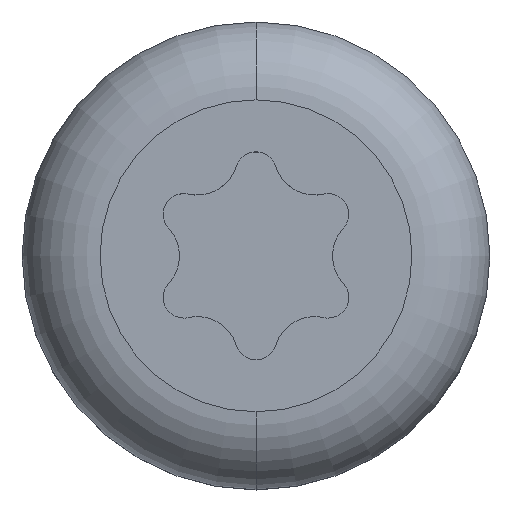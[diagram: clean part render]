
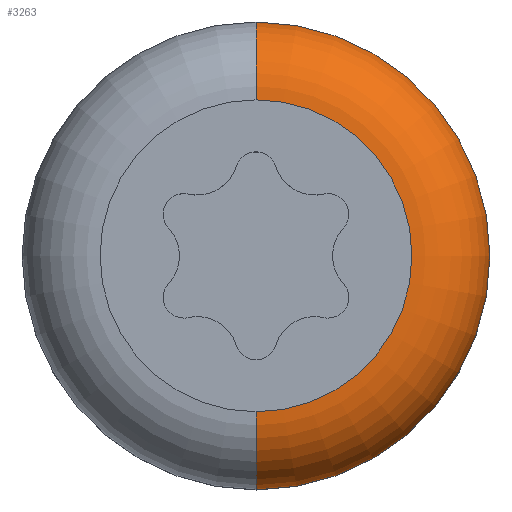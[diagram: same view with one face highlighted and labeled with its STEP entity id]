
A CAD part, top view. The second image highlights one B-rep face of the part: STEP entity #3263.
In plain terms, the highlighted toroidal (fillet/blend) face has major radius 1.333 mm and minor radius 0.667 mm.
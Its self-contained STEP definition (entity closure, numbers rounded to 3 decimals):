
#81 = AXIS2_PLACEMENT_3D ( 'NONE', #3528, #3571, #3563 ) ;
#153 = AXIS2_PLACEMENT_3D ( 'NONE', #1452, #1453, #1454 ) ;
#154 = AXIS2_PLACEMENT_3D ( 'NONE', #1456, #1457, #1458 ) ;
#155 = AXIS2_PLACEMENT_3D ( 'NONE', #1459, #1460, #1461 ) ;
#156 = AXIS2_PLACEMENT_3D ( 'NONE', #1463, #1464, #1465 ) ;
#157 = AXIS2_PLACEMENT_3D ( 'NONE', #1467, #1468, #1469 ) ;
#1432 = CARTESIAN_POINT ( 'NONE',  ( 0., 1.333, 1.6 ) ) ;
#1452 = CARTESIAN_POINT ( 'NONE',  ( 0., 1.333, 0.933 ) ) ;
#1453 = DIRECTION ( 'NONE',  ( -1., 0., 0. ) ) ;
#1454 = DIRECTION ( 'NONE',  ( 0., 0., 1. ) ) ;
#1456 = CARTESIAN_POINT ( 'NONE',  ( 0., 0., 0.933 ) ) ;
#1457 = DIRECTION ( 'NONE',  ( 0., 0., -1. ) ) ;
#1458 = DIRECTION ( 'NONE',  ( 0., 1., 0. ) ) ;
#1459 = CARTESIAN_POINT ( 'NONE',  ( 0., 0., 0.933 ) ) ;
#1460 = DIRECTION ( 'NONE',  ( 0., 0., -1. ) ) ;
#1461 = DIRECTION ( 'NONE',  ( 0., 1., 0. ) ) ;
#1463 = CARTESIAN_POINT ( 'NONE',  ( 0., -1.333, 0.933 ) ) ;
#1464 = DIRECTION ( 'NONE',  ( 1., 0., 0. ) ) ;
#1465 = DIRECTION ( 'NONE',  ( 0., 1., 0. ) ) ;
#1467 = CARTESIAN_POINT ( 'NONE',  ( 0., 0., 1.6 ) ) ;
#1468 = DIRECTION ( 'NONE',  ( 0., 0., -1. ) ) ;
#1469 = DIRECTION ( 'NONE',  ( 0., 1., 0. ) ) ;
#3263 = ADVANCED_FACE ( 'NONE', ( #5487 ), #5485, .T. ) ;
#3285 = CARTESIAN_POINT ( 'NONE',  ( 0., 2., 0.933 ) ) ;
#3306 = CARTESIAN_POINT ( 'NONE',  ( 2., 0., 0.933 ) ) ;
#3340 = CARTESIAN_POINT ( 'NONE',  ( 0., -2., 0.933 ) ) ;
#3355 = CARTESIAN_POINT ( 'NONE',  ( 0., -1.333, 1.6 ) ) ;
#3528 = CARTESIAN_POINT ( 'NONE',  ( 0., 0., 0.933 ) ) ;
#3563 = DIRECTION ( 'NONE',  ( 0., 1., 0. ) ) ;
#3571 = DIRECTION ( 'NONE',  ( 0., 0., -1. ) ) ;
#3800 = EDGE_LOOP ( 'NONE', ( #6704, #6705, #6706, #6707, #6708 ) ) ;
#5485 = TOROIDAL_SURFACE ( 'NONE', #81, 1.333, 0.667 ) ;
#5487 = FACE_OUTER_BOUND ( 'NONE', #3800, .T. ) ;
#5605 = CIRCLE ( 'NONE', #157, 1.333 ) ;
#5607 = CIRCLE ( 'NONE', #153, 0.667 ) ;
#5608 = CIRCLE ( 'NONE', #154, 2. ) ;
#5609 = CIRCLE ( 'NONE', #155, 2. ) ;
#5610 = CIRCLE ( 'NONE', #156, 0.667 ) ;
#6050 = EDGE_CURVE ( 'NONE', #7527, #7554, #5607, .T. ) ;
#6051 = EDGE_CURVE ( 'NONE', #7554, #7575, #5608, .T. ) ;
#6052 = EDGE_CURVE ( 'NONE', #7575, #7609, #5609, .T. ) ;
#6053 = EDGE_CURVE ( 'NONE', #7624, #7609, #5610, .T. ) ;
#6054 = EDGE_CURVE ( 'NONE', #7527, #7624, #5605, .T. ) ;
#6704 = ORIENTED_EDGE ( 'NONE', *, *, #6054, .T. ) ;
#6705 = ORIENTED_EDGE ( 'NONE', *, *, #6053, .T. ) ;
#6706 = ORIENTED_EDGE ( 'NONE', *, *, #6052, .F. ) ;
#6707 = ORIENTED_EDGE ( 'NONE', *, *, #6051, .F. ) ;
#6708 = ORIENTED_EDGE ( 'NONE', *, *, #6050, .F. ) ;
#7527 = VERTEX_POINT ( 'NONE', #1432 ) ;
#7554 = VERTEX_POINT ( 'NONE', #3285 ) ;
#7575 = VERTEX_POINT ( 'NONE', #3306 ) ;
#7609 = VERTEX_POINT ( 'NONE', #3340 ) ;
#7624 = VERTEX_POINT ( 'NONE', #3355 ) ;
